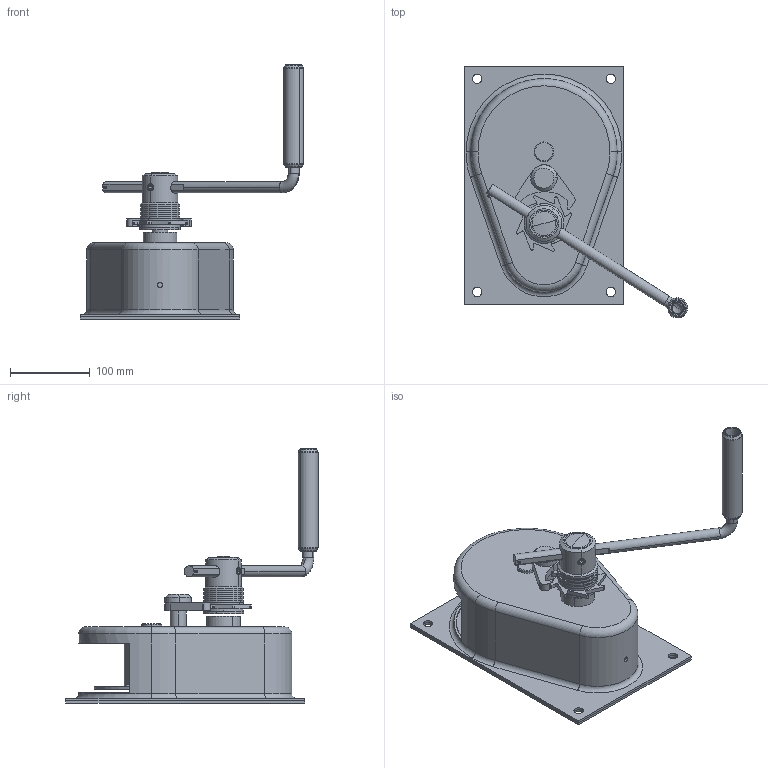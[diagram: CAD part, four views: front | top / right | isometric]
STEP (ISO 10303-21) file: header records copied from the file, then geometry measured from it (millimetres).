
FILE_DESCRIPTION (( 'STEP AP203' ), '1' );
FILE_NAME ('SL3730_TL300.STEP', '2014-04-03T11:39:49', ( ' ' ), ( '' ), 'SwSTEP 2.0', 'SolidWorks 2012', '' );
FILE_SCHEMA (( 'CONFIG_CONTROL_DESIGN' ));
Length unit declared in the file: millimetre
Products named in the file (1): SL3730_TL300
Bounding box: 280.53 x 317.06 x 319.6 mm (x, y, z)
Surface area: 430471.8 mm2 (no closed solid volume)
Topology: 0 solids, 26 shells, 394 faces, 1234 edges, 876 vertices
Faces by surface type: cylinder 232, plane 94, torus 28, cone 28, bspline 6, sphere 6
Entity records: 15238 total; most frequent: CARTESIAN_POINT 3611, DIRECTION 2740, ORIENTED_EDGE 2078, EDGE_CURVE 1234, AXIS2_PLACEMENT_3D 1143, VERTEX_POINT 876, CIRCLE 754, EDGE_LOOP 487
